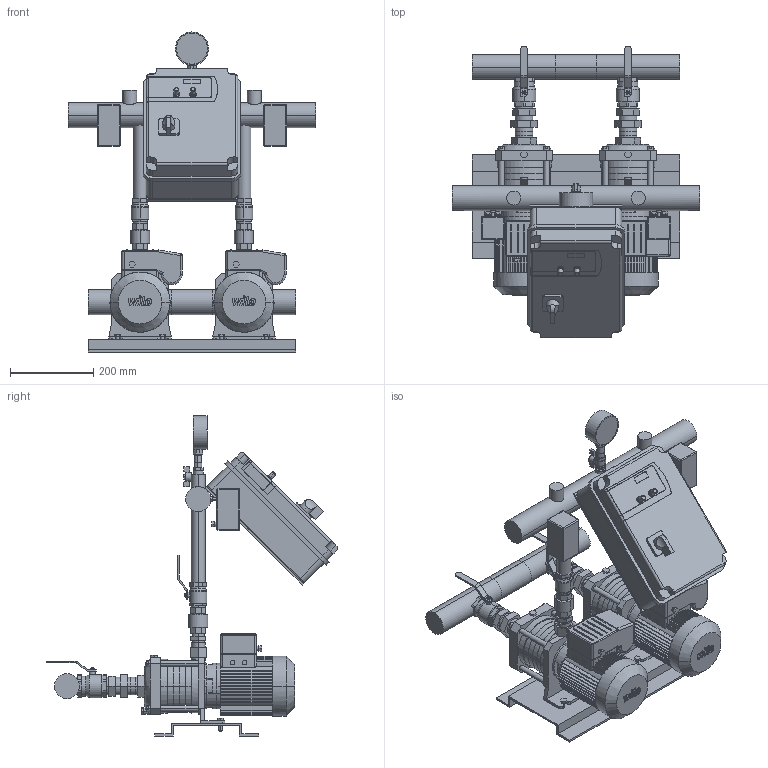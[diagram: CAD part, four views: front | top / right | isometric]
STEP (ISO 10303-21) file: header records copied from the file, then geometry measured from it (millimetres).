
FILE_DESCRIPTION((''),'2;1');
FILE_NAME('3d_COE-2MHIL504-EM_BC-4164937.stp','2013-06-13T12:46:15',(''),(''),'Mechanical Desktop 2009','Mechanical Desktop 2009',', , ');
FILE_SCHEMA(('CONFIG_CONTROL_DESIGN'));
Length unit declared in the file: millimetre
Products named in the file (1): Product
Bounding box: 595 x 702.31 x 770 mm (x, y, z)
Volume: 28225923.8 mm3; surface area: 2439835.2 mm2
Topology: 68 solids, 68 shells, 2100 faces, 5256 edges, 3343 vertices
Faces by surface type: plane 1025, cylinder 680, bspline 261, sphere 68, cone 38, torus 28
Full cylindrical faces by diameter (mm): 80 x1
Entity records: 64677 total; most frequent: CARTESIAN_POINT 14727, ORIENTED_EDGE 10402, DIRECTION 10227, EDGE_CURVE 5201, AXIS2_PLACEMENT_3D 3438, VECTOR 3351, LINE 3351, VERTEX_POINT 3343
